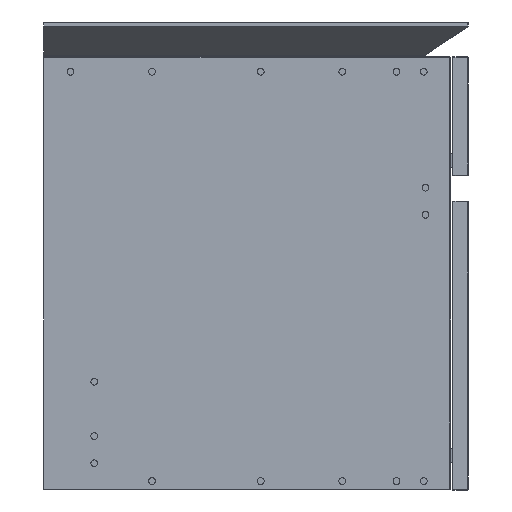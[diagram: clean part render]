
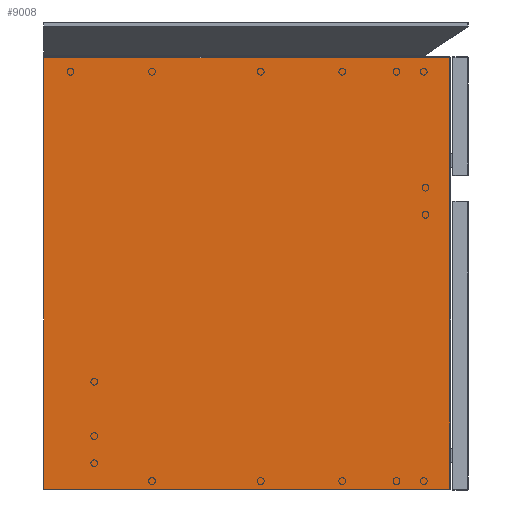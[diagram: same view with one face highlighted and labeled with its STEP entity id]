
A CAD part, left-side view. The second image highlights one B-rep face of the part: STEP entity #9008.
In plain terms, the highlighted planar face has unit normal (-1, 0, 0).
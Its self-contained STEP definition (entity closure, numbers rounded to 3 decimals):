
#7352=CARTESIAN_POINT('',(-2579.947,5236.843,-0.8));
#7353=VERTEX_POINT('',#7352);
#7360=CARTESIAN_POINT('',(-2579.947,4758.974,-0.8));
#7361=VERTEX_POINT('',#7360);
#7362=CARTESIAN_POINT('',(-2579.947,5236.843,-0.8));
#7363=DIRECTION('',(0.0,-1.0,0.0));
#7364=VECTOR('',#7363,477.869);
#7365=LINE('',#7362,#7364);
#7366=EDGE_CURVE('',#7353,#7361,#7365,.T.);
#7382=CARTESIAN_POINT('',(-2579.947,4758.974,-509.2));
#7383=VERTEX_POINT('',#7382);
#7384=CARTESIAN_POINT('',(-2579.947,5236.843,-509.2));
#7385=VERTEX_POINT('',#7384);
#7386=CARTESIAN_POINT('',(-2579.947,4758.974,-509.2));
#7387=DIRECTION('',(0.0,1.0,0.0));
#7388=VECTOR('',#7387,477.869);
#7389=LINE('',#7386,#7388);
#7390=EDGE_CURVE('',#7383,#7385,#7389,.T.);
#7422=CARTESIAN_POINT('',(-2579.947,4758.643,-508.869));
#7423=VERTEX_POINT('',#7422);
#7424=CARTESIAN_POINT('',(-2579.947,4758.643,-508.869));
#7425=DIRECTION('',(0.0,0.707,-0.707));
#7426=VECTOR('',#7425,0.469);
#7427=LINE('',#7424,#7426);
#7428=EDGE_CURVE('',#7423,#7383,#7427,.T.);
#7453=CARTESIAN_POINT('',(-2579.947,4758.643,-1.131));
#7454=VERTEX_POINT('',#7453);
#7455=CARTESIAN_POINT('',(-2579.947,4758.643,-1.131));
#7456=DIRECTION('',(0.0,0.0,-1.0));
#7457=VECTOR('',#7456,507.737);
#7458=LINE('',#7455,#7457);
#7459=EDGE_CURVE('',#7454,#7423,#7458,.T.);
#7484=CARTESIAN_POINT('',(-2579.947,4758.974,-0.8));
#7485=DIRECTION('',(0.0,-0.707,-0.707));
#7486=VECTOR('',#7485,0.469);
#7487=LINE('',#7484,#7486);
#7488=EDGE_CURVE('',#7361,#7454,#7487,.T.);
#7642=CARTESIAN_POINT('',(-2579.947,5236.843,-509.2));
#7643=DIRECTION('',(0.0,0.0,1.0));
#7644=VECTOR('',#7643,508.4);
#7645=LINE('',#7642,#7644);
#7646=EDGE_CURVE('',#7385,#7353,#7645,.T.);
#8995=CARTESIAN_POINT('',(-2579.947,4997.743,-0.799));
#8996=DIRECTION('',(-1.0,0.0,0.0));
#8997=DIRECTION('',(0.0,0.0,1.0));
#8998=AXIS2_PLACEMENT_3D('',#8995,#8996,#8997);
#8999=PLANE('',#8998);
#9000=ORIENTED_EDGE('',*,*,#7366,.F.);
#9001=ORIENTED_EDGE('',*,*,#7646,.F.);
#9002=ORIENTED_EDGE('',*,*,#7390,.F.);
#9003=ORIENTED_EDGE('',*,*,#7428,.F.);
#9004=ORIENTED_EDGE('',*,*,#7459,.F.);
#9005=ORIENTED_EDGE('',*,*,#7488,.F.);
#9006=EDGE_LOOP('',(#9000,#9001,#9002,#9003,#9004,#9005));
#9007=FACE_OUTER_BOUND('',#9006,.T.);
#9008=ADVANCED_FACE('',(#9007),#8999,.T.);
